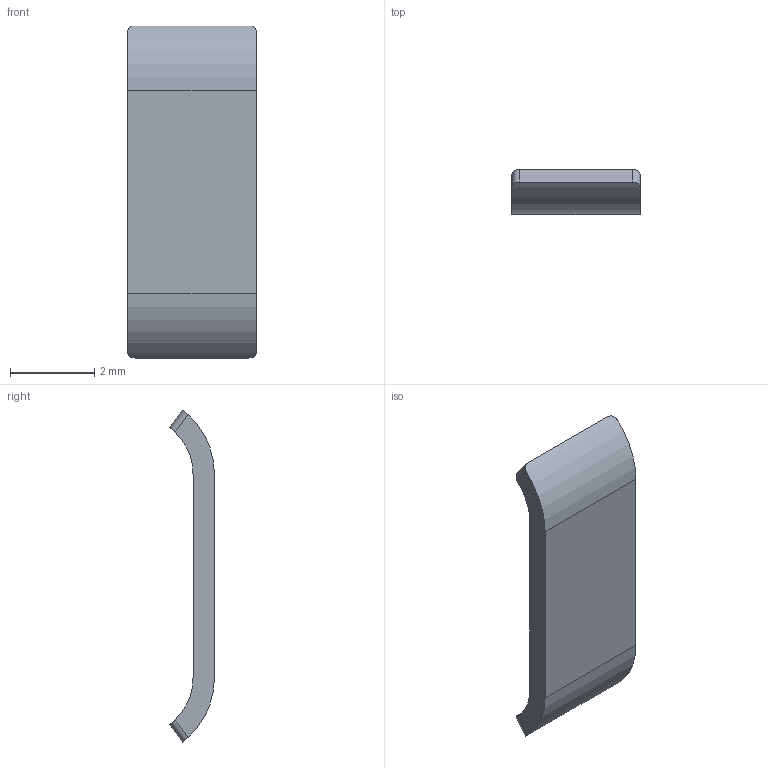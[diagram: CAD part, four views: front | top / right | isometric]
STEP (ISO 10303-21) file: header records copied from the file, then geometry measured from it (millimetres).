
FILE_DESCRIPTION (( 'STEP AP203' ), '1' );
FILE_NAME ('10056.STEP', '2015-02-24T16:35:14', ( '' ), ( '' ), 'SwSTEP 2.0', 'SolidWorks 2014', '' );
FILE_SCHEMA (( 'CONFIG_CONTROL_DESIGN' ));
Length unit declared in the file: inch
Products named in the file (1): 10056
Bounding box: 3.05 x 1.07 x 7.87 mm (x, y, z)
Volume: 12.2 mm3; surface area: 59.6 mm2
Topology: 1 solids, 1 shells, 26 faces, 63 edges, 42 vertices
Faces by surface type: plane 18, cylinder 8
Entity records: 858 total; most frequent: CARTESIAN_POINT 172, ORIENTED_EDGE 126, DIRECTION 117, EDGE_CURVE 63, VECTOR 47, LINE 47, VERTEX_POINT 42, AXIS2_PLACEMENT_3D 35
